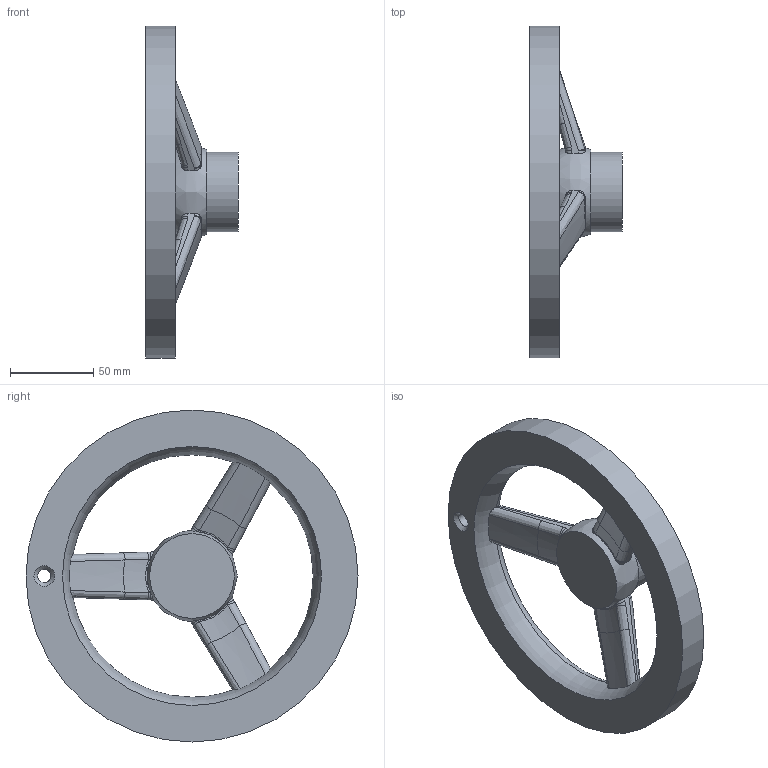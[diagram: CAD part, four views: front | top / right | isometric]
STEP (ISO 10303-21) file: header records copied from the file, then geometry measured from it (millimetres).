
FILE_DESCRIPTION(/* description */ (''),/* implementation_level */ '2;1');
FILE_NAME(/* name */ 'K_200N.dxf',/* time_stamp */ '2012-11-23T15:55:15+08:00',/* author */ (''),/* organization */ (''),/* preprocessor_version */ 'ST-DEVELOPER v9',/* originating_system */ 'UGS - NX 4.0',/* authorisation */ '');
FILE_SCHEMA (('CONFIG_CONTROL_DESIGN'));
Length unit declared in the file: millimetre
Products named in the file (1): AdmiC66Axkns
Bounding box: 56 x 200 x 200 mm (x, y, z)
Volume: 350882.1 mm3; surface area: 65822.5 mm2
Topology: 1 solids, 1 shells, 99 faces, 252 edges, 148 vertices
Faces by surface type: bspline 43, plane 17, cylinder 15, cone 13, torus 11
Full cylindrical faces by diameter (mm): 8 x1, 48 x1, 200 x1
Entity records: 3929 total; most frequent: CARTESIAN_POINT 1916, ORIENTED_EDGE 466, DIRECTION 302, EDGE_CURVE 233, VERTEX_POINT 143, AXIS2_PLACEMENT_3D 139, B_SPLINE_CURVE_WITH_KNOTS 127, EDGE_LOOP 114
